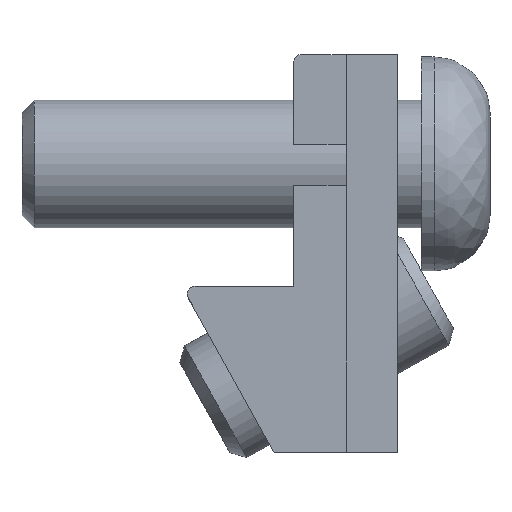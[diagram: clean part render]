
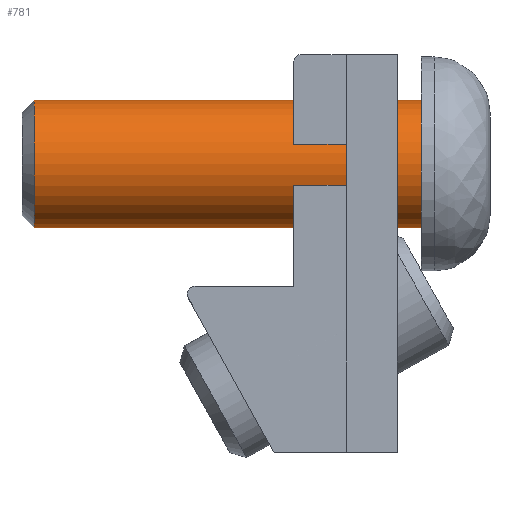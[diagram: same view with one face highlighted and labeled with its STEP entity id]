
A CAD part, top view. The second image highlights one B-rep face of the part: STEP entity #781.
In plain terms, the highlighted cylindrical face has radius 4 mm (diameter 8 mm), a full revolution.
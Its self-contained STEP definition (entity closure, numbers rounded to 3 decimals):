
#39=CYLINDRICAL_SURFACE('',#833,4.);
#47=CIRCLE('',#831,4.);
#48=CIRCLE('',#832,4.);
#49=CIRCLE('',#834,4.);
#81=FACE_OUTER_BOUND('',#126,.T.);
#126=EDGE_LOOP('',(#542,#543,#544,#545,#546));
#186=LINE('',#1158,#266);
#266=VECTOR('',#930,4.);
#343=VERTEX_POINT('',#1151);
#344=VERTEX_POINT('',#1153);
#345=VERTEX_POINT('',#1157);
#422=EDGE_CURVE('',#343,#344,#47,.T.);
#423=EDGE_CURVE('',#344,#343,#48,.T.);
#424=EDGE_CURVE('',#344,#345,#186,.T.);
#425=EDGE_CURVE('',#345,#345,#49,.T.);
#542=ORIENTED_EDGE('',*,*,#422,.F.);
#543=ORIENTED_EDGE('',*,*,#423,.F.);
#544=ORIENTED_EDGE('',*,*,#424,.T.);
#545=ORIENTED_EDGE('',*,*,#425,.T.);
#546=ORIENTED_EDGE('',*,*,#424,.F.);
#781=ADVANCED_FACE('',(#81),#39,.T.);
#831=AXIS2_PLACEMENT_3D('',#1154,#924,#925);
#832=AXIS2_PLACEMENT_3D('',#1155,#926,#927);
#833=AXIS2_PLACEMENT_3D('',#1156,#928,#929);
#834=AXIS2_PLACEMENT_3D('',#1159,#931,#932);
#924=DIRECTION('center_axis',(-1.,0.,0.));
#925=DIRECTION('ref_axis',(0.,-1.,0.));
#926=DIRECTION('center_axis',(-1.,0.,0.));
#927=DIRECTION('ref_axis',(0.,-1.,0.));
#928=DIRECTION('center_axis',(-1.,0.,0.));
#929=DIRECTION('ref_axis',(0.,1.,0.));
#930=DIRECTION('',(1.,0.,0.));
#931=DIRECTION('center_axis',(-1.,0.,0.));
#932=DIRECTION('ref_axis',(0.,1.,0.));
#1151=CARTESIAN_POINT('',(-15.233,4.,0.));
#1153=CARTESIAN_POINT('',(-15.233,-4.,0.));
#1154=CARTESIAN_POINT('Origin',(-15.233,0.,0.));
#1155=CARTESIAN_POINT('Origin',(-15.233,0.,0.));
#1156=CARTESIAN_POINT('Origin',(-4.,0.,0.));
#1157=CARTESIAN_POINT('',(9.,-4.,0.));
#1158=CARTESIAN_POINT('',(-4.,-4.,0.));
#1159=CARTESIAN_POINT('Origin',(9.,0.,0.));
